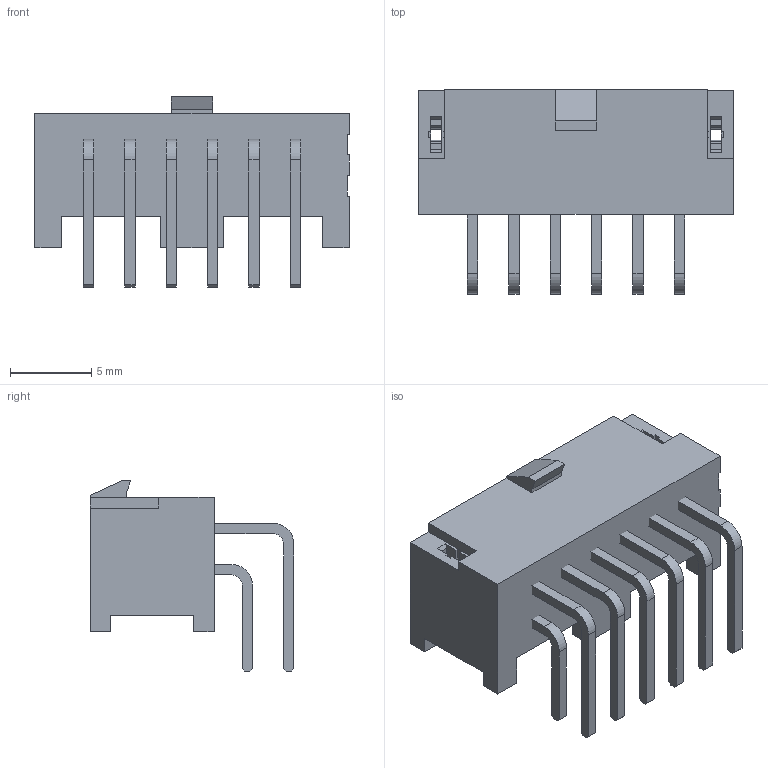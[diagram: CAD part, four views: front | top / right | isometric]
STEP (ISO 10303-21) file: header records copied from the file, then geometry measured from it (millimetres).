
FILE_DESCRIPTION( ( 'STEP AP214' ), '1' );
FILE_NAME( 'IPL1-106-01-L-D-RE1-K.stp', '2021-01-03T19:40:52', ( 'License CC BY-ND 4.0' ), ( 'CADENAS' ), ' ', 'PARTsolutions', ' ' );
FILE_SCHEMA( ( 'AUTOMOTIVE_DESIGN { 1 0 10303 214 1 1 1 1 }' ) );
Length unit declared in the file: inch
Products named in the file (3): IPL1-106-01-L-D-RE1-K; _IPL1-106-01-D-RE1-K_HDR; _T-1S64-01-06-D-RE1
Assembly tree (2 placements, depth 2):
  IPL1-106-01-L-D-RE1-K
    _IPL1-106-01-D-RE1-K_HDR
    _T-1S64-01-06-D-RE1
Bounding box: 19.3 x 12.51 x 11.68 mm (x, y, z)
Volume: 631 mm3; surface area: 2070 mm2
Topology: 2 solids, 2 shells, 380 faces, 1116 edges, 744 vertices
Faces by surface type: plane 356, cylinder 24
Entity records: 15510 total; most frequent: CARTESIAN_POINT 2243, ORIENTED_EDGE 2232, DIRECTION 1930, EDGE_CURVE 1116, LINE 1068, VECTOR 1068, VERTEX_POINT 744, AXIS2_PLACEMENT_3D 431
